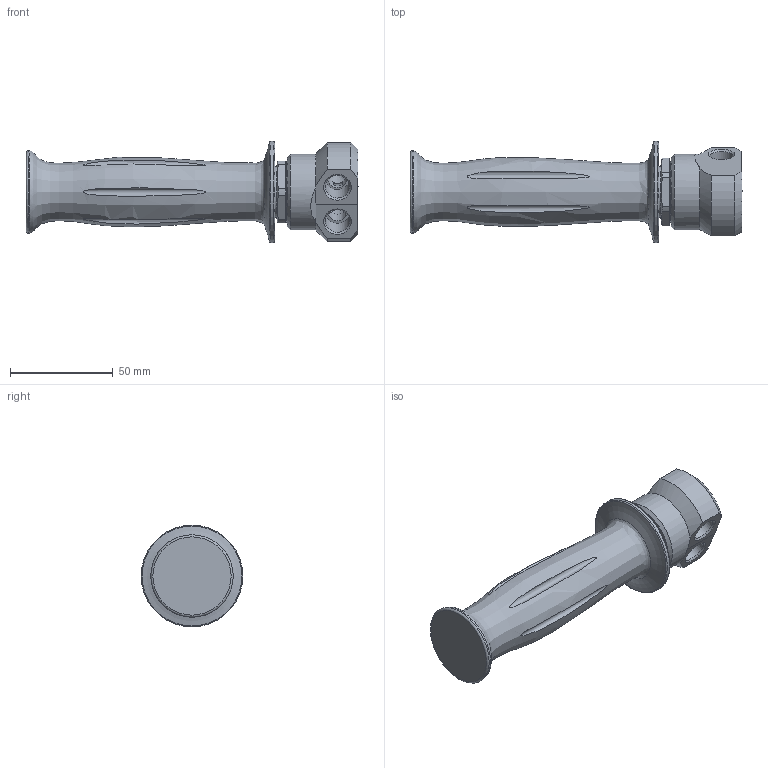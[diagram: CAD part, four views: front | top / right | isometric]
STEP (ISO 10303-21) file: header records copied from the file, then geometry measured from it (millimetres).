
FILE_DESCRIPTION(/* description */ ('Unknown'),/* implementation_level */ '2;1');
FILE_NAME(/* name */ 'Nadelventil 200154491',/* time_stamp */ '2021-08-13T12:41:56+02:00',/* author */ ('Unknown'),/* organization */ ('Unknown'),/* preprocessor_version */ 'ST-DEVELOPER v16.7',/* originating_system */ 'Solid Edge',/* authorisation */ 'Unknown');
FILE_SCHEMA (('AUTOMOTIVE_DESIGN {1 0 10303 214 3 1 1}'));
Length unit declared in the file: millimetre
Products named in the file (1): Part1
Bounding box: 161.6 x 49.5 x 49.5 mm (x, y, z)
Volume: 137067.3 mm3; surface area: 25049.1 mm2
Topology: 1 solids, 1 shells, 367 faces, 885 edges, 589 vertices
Faces by surface type: plane 241, bspline 82, cylinder 27, cone 12, torus 5
Full cylindrical faces by diameter (mm): 4 x1, 9 x1, 9.5 x1, 11.445 x1, 11.8 x2, 24.618 x1, 29.5 x1, 37 x1, 49.5 x1
Entity records: 15241 total; most frequent: CARTESIAN_POINT 7440, ORIENTED_EDGE 1652, DIRECTION 1263, EDGE_CURVE 826, LINE 581, VECTOR 581, VERTEX_POINT 576, FACE_BOUND 484
